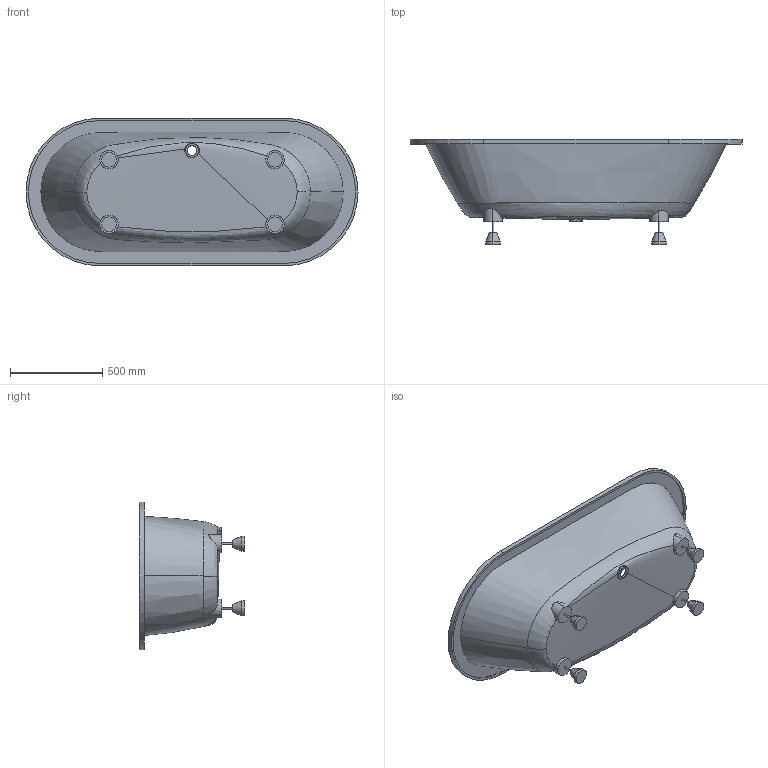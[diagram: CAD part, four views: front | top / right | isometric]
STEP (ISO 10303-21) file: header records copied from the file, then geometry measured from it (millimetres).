
FILE_DESCRIPTION (( 'STEP AP214' ), '1' );
FILE_NAME ('EB-MA1O.STEP', '2018-07-03T10:46:23', ( 'Admin' ), ( '' ), 'SwSTEP 2.0', 'SolidWorks 2017', '' );
FILE_SCHEMA (( 'AUTOMOTIVE_DESIGN' ));
Length unit declared in the file: millimetre
Products named in the file (1): EB-MA1O
Bounding box: 1800 x 570 x 800 mm (x, y, z)
Volume: 28013717.6 mm3; surface area: 5158543.1 mm2
Topology: 2 solids, 2 shells, 86 faces, 223 edges, 151 vertices
Faces by surface type: cylinder 36, plane 26, bspline 16, cone 8
Entity records: 63428 total; most frequent: CARTESIAN_POINT 61348, ORIENTED_EDGE 446, DIRECTION 386, EDGE_CURVE 223, AXIS2_PLACEMENT_3D 158, VERTEX_POINT 151, EDGE_LOOP 100, CIRCLE 87
